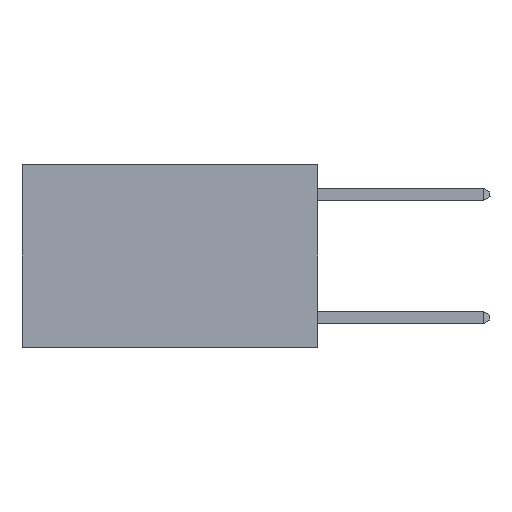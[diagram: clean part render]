
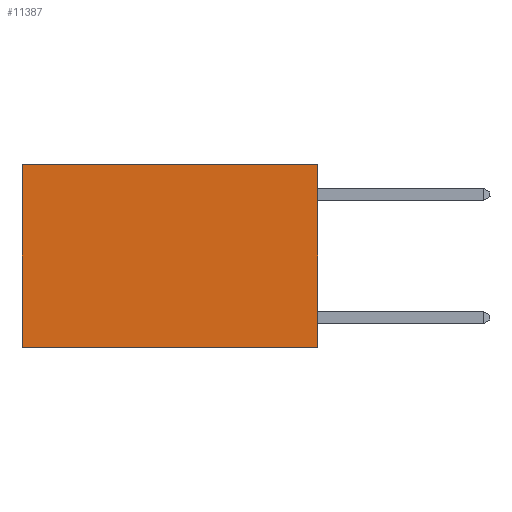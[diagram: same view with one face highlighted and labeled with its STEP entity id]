
A CAD part, left-side view. The second image highlights one B-rep face of the part: STEP entity #11387.
In plain terms, the highlighted planar face has unit normal (-1, 0, 0).
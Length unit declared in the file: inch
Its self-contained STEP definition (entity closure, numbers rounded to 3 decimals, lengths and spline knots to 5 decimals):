
#331 = CARTESIAN_POINT ( 'NONE',  ( 0.2625, 0., 0. ) ) ;
#584 = EDGE_CURVE ( 'NONE', #673, #20179, #9276, .T. ) ;
#673 = VERTEX_POINT ( 'NONE', #24639 ) ;
#1319 = ORIENTED_EDGE ( 'NONE', *, *, #25199, .F. ) ;
#2818 = ORIENTED_EDGE ( 'NONE', *, *, #17322, .F. ) ;
#3754 = CARTESIAN_POINT ( 'NONE',  ( 0.2625, 0., 0. ) ) ;
#3926 = VERTEX_POINT ( 'NONE', #8525 ) ;
#4666 = DIRECTION ( 'NONE',  ( 0., 0., -1. ) ) ;
#4709 = EDGE_LOOP ( 'NONE', ( #16399, #2818, #1319, #28767 ) ) ;
#4966 = PLANE ( 'NONE',  #7667 ) ;
#5111 = VERTEX_POINT ( 'NONE', #22284 ) ;
#6906 = LINE ( 'NONE', #3754, #12996 ) ;
#7319 = CARTESIAN_POINT ( 'NONE',  ( 0.2625, 0., 0. ) ) ;
#7667 = AXIS2_PLACEMENT_3D ( 'NONE', #331, #25663, #11886 ) ;
#8525 = CARTESIAN_POINT ( 'NONE',  ( 0.2625, 0.6, -0.37 ) ) ;
#9276 = LINE ( 'NONE', #7319, #20848 ) ;
#10502 = VECTOR ( 'NONE', #4666, 39.37008 ) ;
#11387 = ADVANCED_FACE ( 'NONE', ( #16287 ), #4966, .F. ) ;
#11886 = DIRECTION ( 'NONE',  ( 0., 0., -1. ) ) ;
#12996 = VECTOR ( 'NONE', #28998, 39.37008 ) ;
#13361 = LINE ( 'NONE', #17517, #26330 ) ;
#16287 = FACE_OUTER_BOUND ( 'NONE', #4709, .T. ) ;
#16399 = ORIENTED_EDGE ( 'NONE', *, *, #23351, .T. ) ;
#16651 = LINE ( 'NONE', #23071, #10502 ) ;
#17322 = EDGE_CURVE ( 'NONE', #5111, #3926, #13361, .T. ) ;
#17517 = CARTESIAN_POINT ( 'NONE',  ( 0.2625, 0., -0.37 ) ) ;
#20179 = VERTEX_POINT ( 'NONE', #20667 ) ;
#20667 = CARTESIAN_POINT ( 'NONE',  ( 0.2625, 0.6, 0. ) ) ;
#20848 = VECTOR ( 'NONE', #28372, 39.37008 ) ;
#22284 = CARTESIAN_POINT ( 'NONE',  ( 0.2625, 0., -0.37 ) ) ;
#23071 = CARTESIAN_POINT ( 'NONE',  ( 0.2625, 0.6, 0. ) ) ;
#23351 = EDGE_CURVE ( 'NONE', #20179, #3926, #16651, .T. ) ;
#24639 = CARTESIAN_POINT ( 'NONE',  ( 0.2625, 0., 0. ) ) ;
#25199 = EDGE_CURVE ( 'NONE', #673, #5111, #6906, .T. ) ;
#25663 = DIRECTION ( 'NONE',  ( 1., 0., 0. ) ) ;
#26330 = VECTOR ( 'NONE', #26765, 39.37008 ) ;
#26765 = DIRECTION ( 'NONE',  ( 0., 1., 0. ) ) ;
#28372 = DIRECTION ( 'NONE',  ( 0., 1., 0. ) ) ;
#28767 = ORIENTED_EDGE ( 'NONE', *, *, #584, .T. ) ;
#28998 = DIRECTION ( 'NONE',  ( 0., 0., -1. ) ) ;
